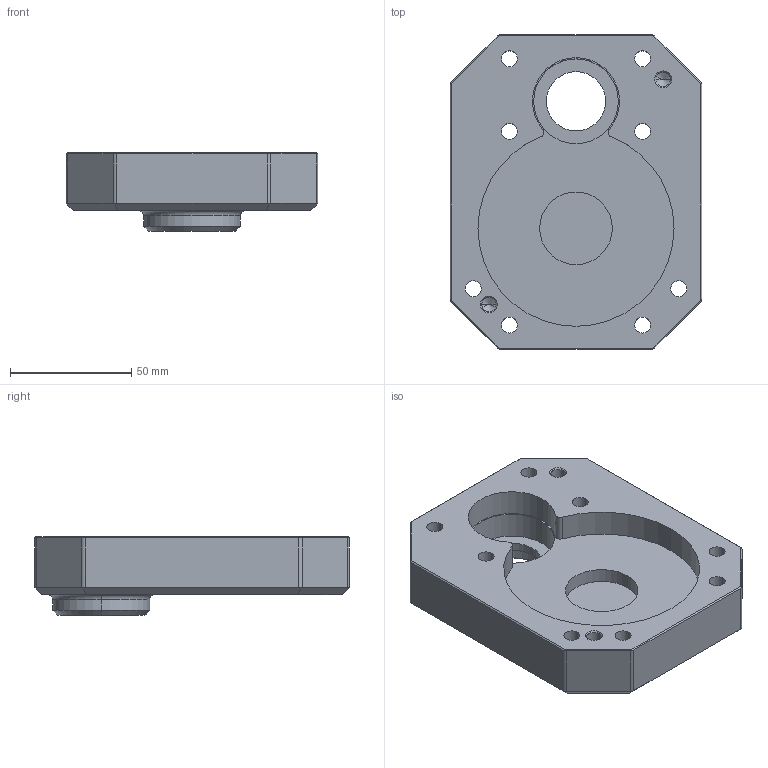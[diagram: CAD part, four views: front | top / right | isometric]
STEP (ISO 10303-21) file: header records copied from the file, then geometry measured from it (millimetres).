
FILE_DESCRIPTION (( 'STEP AP203' ), '1' );
FILE_NAME ('GROG0106-A-ALU-BLOC ENTRAINEMENT ENGRENAGE DROIT.STEP', '2024-06-18T10:32:37', ( '' ), ( '' ), 'SwSTEP 2.0', 'SolidWorks 2021', '' );
FILE_SCHEMA (( 'CONFIG_CONTROL_DESIGN' ));
Length unit declared in the file: millimetre
Products named in the file (1): GROG0106-A-ALU-BLOC ENTRAINEMENT ENGRENAGE DROIT
Bounding box: 104 x 130 x 32.5 mm (x, y, z)
Volume: 214828 mm3; surface area: 45068.9 mm2
Topology: 1 solids, 1 shells, 116 faces, 289 edges, 186 vertices
Faces by surface type: cylinder 63, plane 39, cone 12, torus 2
Entity records: 3568 total; most frequent: CARTESIAN_POINT 684, DIRECTION 609, ORIENTED_EDGE 570, EDGE_CURVE 285, AXIS2_PLACEMENT_3D 239, VERTEX_POINT 186, EDGE_LOOP 149, VECTOR 131
